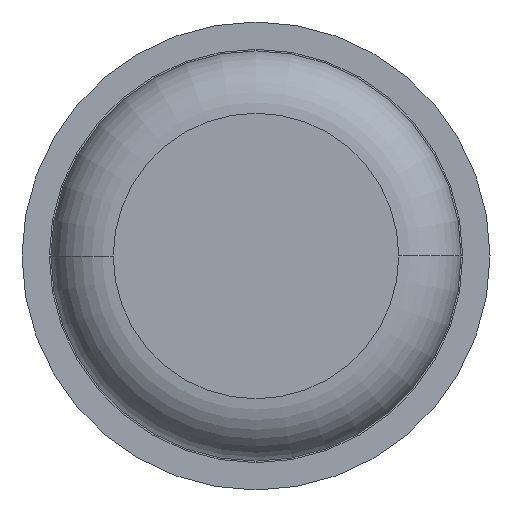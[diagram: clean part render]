
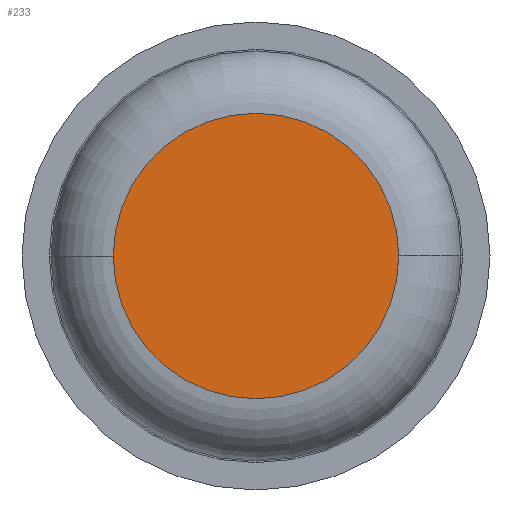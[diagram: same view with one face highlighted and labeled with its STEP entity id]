
A CAD part, front view. The second image highlights one B-rep face of the part: STEP entity #233.
In plain terms, the highlighted planar face has unit normal (0, -1, 0).
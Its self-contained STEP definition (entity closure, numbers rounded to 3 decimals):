
#233 = ADVANCED_FACE ( 'Defeature ausgef�hrt1_6', ( #1446 ), #3703, .F. ) ;
#379 = VERTEX_POINT ( 'NONE', #3426 ) ;
#521 = ORIENTED_EDGE ( 'NONE', *, *, #2527, .T. ) ;
#789 = CIRCLE ( 'NONE', #2861, 0.915 ) ;
#824 = DIRECTION ( 'NONE',  ( -1., 0., 0. ) ) ;
#1030 = CARTESIAN_POINT ( 'NONE',  ( 0.915, 0., 0. ) ) ;
#1278 = VERTEX_POINT ( 'NONE', #1030 ) ;
#1317 = ORIENTED_EDGE ( 'NONE', *, *, #2283, .T. ) ;
#1446 = FACE_OUTER_BOUND ( 'NONE', #3671, .T. ) ;
#1738 = DIRECTION ( 'NONE',  ( 0., -1., 0. ) ) ;
#1902 = CARTESIAN_POINT ( 'NONE',  ( 0., 0., 0. ) ) ;
#2198 = DIRECTION ( 'NONE',  ( 0., 1., 0. ) ) ;
#2283 = EDGE_CURVE ( 'Defeature ausgef�hrt1_6+Defeature ausgef�hrt1_7+Defeature ausgef�hrt1_7+Defeature ausgef�hrt1_7', #1278, #379, #3168, .T. ) ;
#2485 = CARTESIAN_POINT ( 'NONE',  ( 0., 0., 0. ) ) ;
#2508 = DIRECTION ( 'NONE',  ( -1., 0., 0. ) ) ;
#2527 = EDGE_CURVE ( 'Defeature ausgef�hrt1_6+Defeature ausgef�hrt1_7+Defeature ausgef�hrt1_7+Defeature ausgef�hrt1_7', #379, #1278, #789, .T. ) ;
#2861 = AXIS2_PLACEMENT_3D ( 'NONE', #2485, #3404, #2508 ) ;
#3168 = CIRCLE ( 'NONE', #3346, 0.915 ) ;
#3346 = AXIS2_PLACEMENT_3D ( 'NONE', #3827, #1738, #824 ) ;
#3404 = DIRECTION ( 'NONE',  ( 0., -1., 0. ) ) ;
#3426 = CARTESIAN_POINT ( 'NONE',  ( -0.915, 0., 0. ) ) ;
#3671 = EDGE_LOOP ( 'NONE', ( #521, #1317 ) ) ;
#3703 = PLANE ( 'NONE',  #3879 ) ;
#3741 = DIRECTION ( 'NONE',  ( -1., 0., 0. ) ) ;
#3827 = CARTESIAN_POINT ( 'NONE',  ( 0., 0., 0. ) ) ;
#3879 = AXIS2_PLACEMENT_3D ( 'NONE', #1902, #2198, #3741 ) ;
